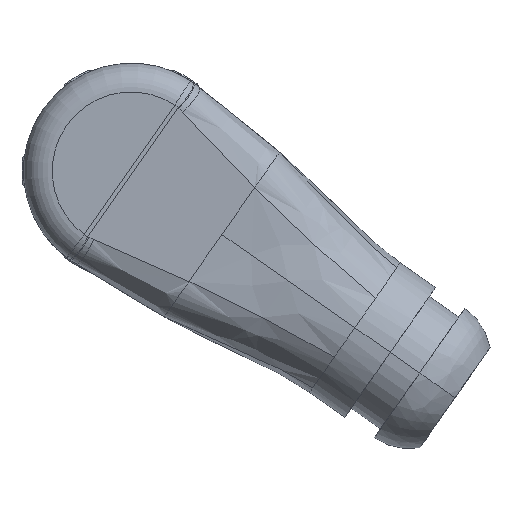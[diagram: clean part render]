
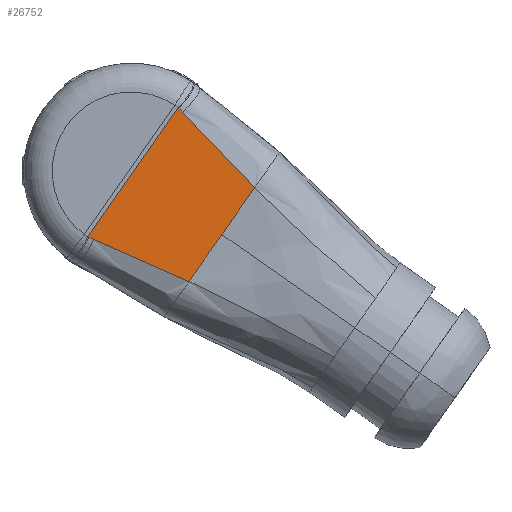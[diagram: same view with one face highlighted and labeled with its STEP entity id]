
A CAD part, front view. The second image highlights one B-rep face of the part: STEP entity #26752.
In plain terms, the highlighted planar face has unit normal (0.085, -0.995, -0.059).
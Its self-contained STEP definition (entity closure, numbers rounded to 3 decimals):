
#3428=CARTESIAN_POINT('',(6.307,-19.1,
-4.417));
#5425=DIRECTION('',(-0.574,0.,-0.819));
#5426=VECTOR('',#5425,10.964);
#5427=CARTESIAN_POINT('',(3.271,-19.884,4.402));
#5428=LINE('',#5427,#5426);
#5432=CARTESIAN_POINT('',(3.311,-19.878,4.363));
#5433=CARTESIAN_POINT('',(3.304,-19.879,4.37));
#5434=CARTESIAN_POINT('',(3.291,-19.881,4.383));
#5435=CARTESIAN_POINT('',(3.278,-19.883,4.395));
#5436=CARTESIAN_POINT('',(3.271,-19.884,4.402));
#5441=CARTESIAN_POINT('',(3.567,-19.84,4.089));
#5442=CARTESIAN_POINT('',(3.539,-19.844,4.119));
#5443=CARTESIAN_POINT('',(3.484,-19.853,4.181));
#5444=CARTESIAN_POINT('',(3.399,-19.865,4.273));
#5445=CARTESIAN_POINT('',(3.341,-19.874,4.333));
#5446=CARTESIAN_POINT('',(3.311,-19.878,4.363));
#5451=CARTESIAN_POINT('',(8.596,-19.1,
-1.148));
#5452=CARTESIAN_POINT('',(8.174,-19.162,
-0.709));
#5453=CARTESIAN_POINT('',(7.363,-19.281,
0.127));
#5454=CARTESIAN_POINT('',(6.259,-19.442,1.253));
#5455=CARTESIAN_POINT('',(5.261,-19.588,2.281));
#5456=CARTESIAN_POINT('',(4.363,-19.721,3.224));
#5457=CARTESIAN_POINT('',(3.822,-19.802,3.808));
#5458=CARTESIAN_POINT('',(3.567,-19.84,4.089));
#5463=CARTESIAN_POINT('',(8.596,-19.1,
-1.148));
#5464=CARTESIAN_POINT('',(8.224,-19.1,
-1.679));
#5465=CARTESIAN_POINT('',(7.46,-19.1,
-2.768));
#5466=CARTESIAN_POINT('',(6.689,-19.1,
-3.872));
#5467=CARTESIAN_POINT('',(6.307,-19.1,
-4.417));
#5472=CARTESIAN_POINT('',(4.018,-19.1,
-7.685));
#5473=CARTESIAN_POINT('',(4.391,-19.1,
-7.154));
#5474=CARTESIAN_POINT('',(5.152,-19.1,
-6.064));
#5475=CARTESIAN_POINT('',(5.926,-19.1,
-4.961));
#5476=CARTESIAN_POINT('',(6.307,-19.1,
-4.417));
#5481=CARTESIAN_POINT('',(4.018,-19.1,
-7.685));
#5482=CARTESIAN_POINT('',(3.462,-19.162,
-7.439));
#5483=CARTESIAN_POINT('',(2.399,-19.281,
-6.963));
#5484=CARTESIAN_POINT('',(0.963,-19.442,
-6.31));
#5485=CARTESIAN_POINT('',(-0.344,-19.588,
-5.724));
#5486=CARTESIAN_POINT('',(-1.537,-19.721,
-5.203));
#5487=CARTESIAN_POINT('',(-2.271,-19.802,
-4.894));
#5488=CARTESIAN_POINT('',(-2.622,-19.84,
-4.75));
#5493=CARTESIAN_POINT('',(-2.622,-19.84,
-4.75));
#5494=CARTESIAN_POINT('',(-2.66,-19.844,
-4.735));
#5495=CARTESIAN_POINT('',(-2.737,-19.853,
-4.704));
#5496=CARTESIAN_POINT('',(-2.853,-19.865,
-4.655));
#5497=CARTESIAN_POINT('',(-2.93,-19.874,
-4.621));
#5498=CARTESIAN_POINT('',(-2.968,-19.878,
-4.603));
#5503=CARTESIAN_POINT('',(-2.968,-19.878,
-4.603));
#5504=CARTESIAN_POINT('',(-2.976,-19.879,
-4.599));
#5505=CARTESIAN_POINT('',(-2.993,-19.881,
-4.591));
#5506=CARTESIAN_POINT('',(-3.009,-19.883,
-4.583));
#5507=CARTESIAN_POINT('',(-3.018,-19.884,
-4.579));
#16859=VERTEX_POINT('',#5493);
#16860=VERTEX_POINT('',#5498);
#16870=VERTEX_POINT('',#5481);
#17090=VERTEX_POINT('',#5441);
#17091=VERTEX_POINT('',#5446);
#17101=VERTEX_POINT('',#5451);
#17145=VERTEX_POINT('',#3428);
#17388=CARTESIAN_POINT('',(3.271,-19.884,
4.402));
#17389=CARTESIAN_POINT('',(-3.018,-19.884,
-4.579));
#17390=VERTEX_POINT('',#17388);
#17391=VERTEX_POINT('',#17389);
#26735=CARTESIAN_POINT('',(4.302,-19.9,6.144));
#26736=DIRECTION('',(-0.085,0.995,0.059));
#26737=DIRECTION('',(0.815,0.103,-0.571));
#26738=AXIS2_PLACEMENT_3D('',#26735,#26736,#26737);
#26739=PLANE('',#26738);
#26741=ORIENTED_EDGE('',*,*,#26740,.F.);
#26742=ORIENTED_EDGE('',*,*,#22786,.F.);
#26743=ORIENTED_EDGE('',*,*,#22834,.F.);
#26744=ORIENTED_EDGE('',*,*,#22890,.F.);
#26745=ORIENTED_EDGE('',*,*,#22384,.T.);
#26746=ORIENTED_EDGE('',*,*,#22424,.F.);
#26747=ORIENTED_EDGE('',*,*,#22526,.T.);
#26748=ORIENTED_EDGE('',*,*,#22576,.T.);
#26749=ORIENTED_EDGE('',*,*,#22612,.T.);
#26750=EDGE_LOOP('',(#26741,#26742,#26743,#26744,#26745,#26746,#26747,#26748,
#26749));
#26751=FACE_OUTER_BOUND('',#26750,.F.);
#26752=ADVANCED_FACE('',(#26751),#26739,.F.);
#5437=B_SPLINE_CURVE_WITH_KNOTS('',3,(#5432,#5433,#5434,#5435,#5436),
.UNSPECIFIED.,.F.,.F.,(4,1,4),(0.,0.5,1.),.UNSPECIFIED.);
#5447=B_SPLINE_CURVE_WITH_KNOTS('',3,(#5441,#5442,#5443,#5444,#5445,#5446),
.UNSPECIFIED.,.F.,.F.,(4,1,1,4),(0.,0.333,0.667,1.),
.UNSPECIFIED.);
#5459=B_SPLINE_CURVE_WITH_KNOTS('',3,(#5451,#5452,#5453,#5454,#5455,#5456,#5457,
#5458),.UNSPECIFIED.,.F.,.F.,(4,1,1,1,1,4),(0.,0.2,0.4,0.6,0.8,1.),
.UNSPECIFIED.);
#5468=B_SPLINE_CURVE_WITH_KNOTS('',3,(#5463,#5464,#5465,#5466,#5467),
.UNSPECIFIED.,.F.,.F.,(4,1,4),(0.,0.5,1.),.UNSPECIFIED.);
#5477=B_SPLINE_CURVE_WITH_KNOTS('',3,(#5472,#5473,#5474,#5475,#5476),
.UNSPECIFIED.,.F.,.F.,(4,1,4),(0.,0.5,1.),.UNSPECIFIED.);
#5489=B_SPLINE_CURVE_WITH_KNOTS('',3,(#5481,#5482,#5483,#5484,#5485,#5486,#5487,
#5488),.UNSPECIFIED.,.F.,.F.,(4,1,1,1,1,4),(0.,0.2,0.4,0.6,0.8,1.),
.UNSPECIFIED.);
#5499=B_SPLINE_CURVE_WITH_KNOTS('',3,(#5493,#5494,#5495,#5496,#5497,#5498),
.UNSPECIFIED.,.F.,.F.,(4,1,1,4),(0.,0.333,0.667,1.),
.UNSPECIFIED.);
#5508=B_SPLINE_CURVE_WITH_KNOTS('',3,(#5503,#5504,#5505,#5506,#5507),
.UNSPECIFIED.,.F.,.F.,(4,1,4),(0.,0.5,1.),.UNSPECIFIED.);
#22384=EDGE_CURVE('',#17101,#17145,#5468,.T.);
#22424=EDGE_CURVE('',#16870,#17145,#5477,.T.);
#22526=EDGE_CURVE('',#16870,#16859,#5489,.T.);
#22576=EDGE_CURVE('',#16859,#16860,#5499,.T.);
#22612=EDGE_CURVE('',#16860,#17391,#5508,.T.);
#22786=EDGE_CURVE('',#17091,#17390,#5437,.T.);
#22834=EDGE_CURVE('',#17090,#17091,#5447,.T.);
#22890=EDGE_CURVE('',#17101,#17090,#5459,.T.);
#26740=EDGE_CURVE('',#17390,#17391,#5428,.T.);
